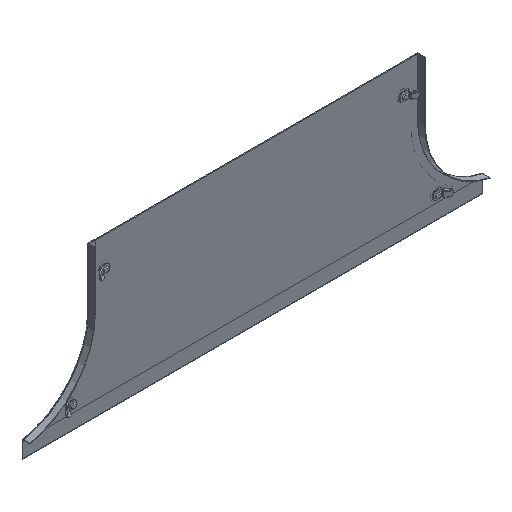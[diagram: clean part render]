
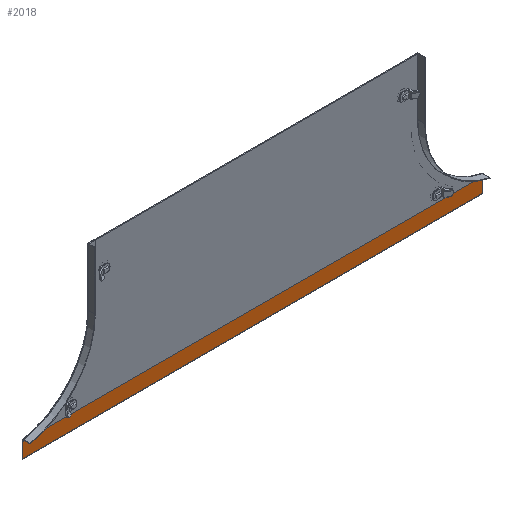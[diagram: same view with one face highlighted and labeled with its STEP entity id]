
A CAD part, isometric view. The second image highlights one B-rep face of the part: STEP entity #2018.
In plain terms, the highlighted planar face has unit normal (0, -1, 0).
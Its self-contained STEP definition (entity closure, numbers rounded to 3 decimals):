
#64 = CARTESIAN_POINT ( 'NONE',  ( -420.5, 0., -281.529 ) ) ;
#91 = CARTESIAN_POINT ( 'NONE',  ( 420.5, 0., -282. ) ) ;
#151 = LINE ( 'NONE', #2181, #2108 ) ;
#208 = EDGE_CURVE ( 'NONE', #2277, #3290, #675, .T. ) ;
#310 = VECTOR ( 'NONE', #956, 1000. ) ;
#497 = ORIENTED_EDGE ( 'NONE', *, *, #3273, .T. ) ;
#524 = EDGE_CURVE ( 'NONE', #817, #622, #151, .T. ) ;
#622 = VERTEX_POINT ( 'NONE', #2198 ) ;
#675 = LINE ( 'NONE', #91, #2984 ) ;
#704 = PLANE ( 'NONE',  #2647 ) ;
#711 = EDGE_CURVE ( 'NONE', #729, #859, #945, .T. ) ;
#722 = CARTESIAN_POINT ( 'NONE',  ( -420.5, 0., -254.5 ) ) ;
#726 = DIRECTION ( 'NONE',  ( 0., 0., -1. ) ) ;
#729 = VERTEX_POINT ( 'NONE', #3000 ) ;
#817 = VERTEX_POINT ( 'NONE', #3465 ) ;
#859 = VERTEX_POINT ( 'NONE', #722 ) ;
#912 = CARTESIAN_POINT ( 'NONE',  ( 420.5, 0., -282. ) ) ;
#945 = LINE ( 'NONE', #1882, #1484 ) ;
#952 = ORIENTED_EDGE ( 'NONE', *, *, #524, .T. ) ;
#956 = DIRECTION ( 'NONE',  ( -1., 0., 0. ) ) ;
#1068 = FACE_OUTER_BOUND ( 'NONE', #2695, .T. ) ;
#1127 = ORIENTED_EDGE ( 'NONE', *, *, #711, .F. ) ;
#1232 = CARTESIAN_POINT ( 'NONE',  ( -420.5, 0., -282. ) ) ;
#1258 = LINE ( 'NONE', #1569, #1562 ) ;
#1484 = VECTOR ( 'NONE', #1845, 1000. ) ;
#1507 = DIRECTION ( 'NONE',  ( -1., 0., 0. ) ) ;
#1562 = VECTOR ( 'NONE', #726, 1000. ) ;
#1569 = CARTESIAN_POINT ( 'NONE',  ( 420.5, 0., -281.529 ) ) ;
#1628 = DIRECTION ( 'NONE',  ( 0., 0., 1. ) ) ;
#1725 = EDGE_CURVE ( 'NONE', #817, #2277, #1258, .T. ) ;
#1767 = VECTOR ( 'NONE', #2868, 1000. ) ;
#1845 = DIRECTION ( 'NONE',  ( 0., 0., 1. ) ) ;
#1882 = CARTESIAN_POINT ( 'NONE',  ( -420.5, 0., -104.529 ) ) ;
#2018 = ADVANCED_FACE ( 'NONE', ( #1068 ), #704, .T. ) ;
#2108 = VECTOR ( 'NONE', #1628, 1000. ) ;
#2139 = DIRECTION ( 'NONE',  ( 0., -1., 0. ) ) ;
#2181 = CARTESIAN_POINT ( 'NONE',  ( 420.5, 0., -254.914 ) ) ;
#2198 = CARTESIAN_POINT ( 'NONE',  ( 420.5, 0., -254.5 ) ) ;
#2277 = VERTEX_POINT ( 'NONE', #912 ) ;
#2279 = EDGE_CURVE ( 'NONE', #3290, #729, #3613, .T. ) ;
#2465 = ORIENTED_EDGE ( 'NONE', *, *, #2279, .F. ) ;
#2523 = LINE ( 'NONE', #3196, #310 ) ;
#2554 = ORIENTED_EDGE ( 'NONE', *, *, #1725, .F. ) ;
#2589 = ORIENTED_EDGE ( 'NONE', *, *, #208, .F. ) ;
#2647 = AXIS2_PLACEMENT_3D ( 'NONE', #3256, #2139, #3247 ) ;
#2695 = EDGE_LOOP ( 'NONE', ( #2554, #952, #497, #1127, #2465, #2589 ) ) ;
#2868 = DIRECTION ( 'NONE',  ( 0., 0., 1. ) ) ;
#2984 = VECTOR ( 'NONE', #1507, 1000. ) ;
#3000 = CARTESIAN_POINT ( 'NONE',  ( -420.5, 0., -254.914 ) ) ;
#3196 = CARTESIAN_POINT ( 'NONE',  ( 450., 0., -254.5 ) ) ;
#3247 = DIRECTION ( 'NONE',  ( 0., 0., -1. ) ) ;
#3256 = CARTESIAN_POINT ( 'NONE',  ( 450., 0., -104.529 ) ) ;
#3273 = EDGE_CURVE ( 'NONE', #622, #859, #2523, .T. ) ;
#3290 = VERTEX_POINT ( 'NONE', #1232 ) ;
#3465 = CARTESIAN_POINT ( 'NONE',  ( 420.5, 0., -254.914 ) ) ;
#3613 = LINE ( 'NONE', #64, #1767 ) ;
